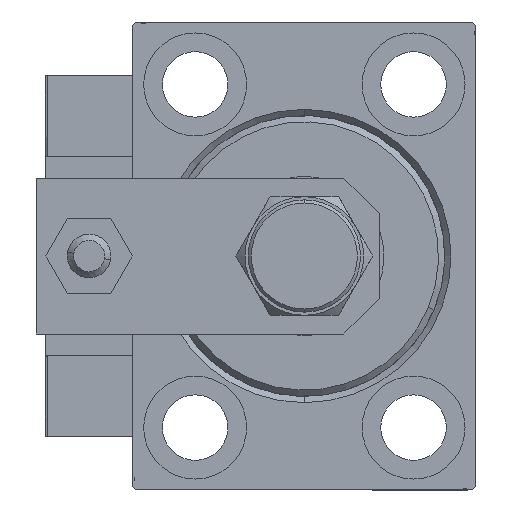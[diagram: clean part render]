
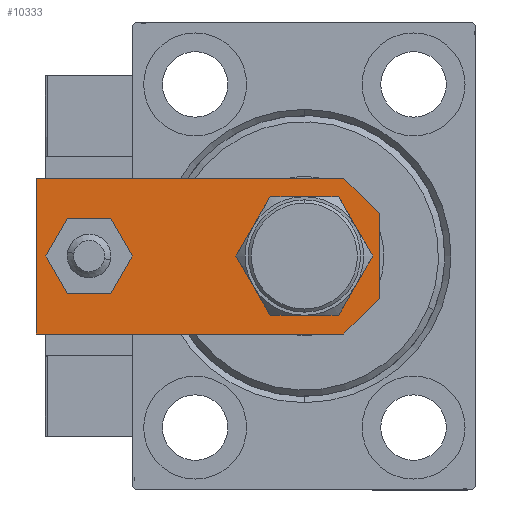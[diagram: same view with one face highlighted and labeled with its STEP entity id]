
A CAD part, left-side view. The second image highlights one B-rep face of the part: STEP entity #10333.
In plain terms, the highlighted face is planar.
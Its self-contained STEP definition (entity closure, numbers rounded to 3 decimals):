
#747 = DIRECTION ( 'NONE',  ( 1., 0., 0. ) ) ;
#958 = VERTEX_POINT ( 'NONE', #33029 ) ;
#2144 = ORIENTED_EDGE ( 'NONE', *, *, #10079, .T. ) ;
#2152 = ORIENTED_EDGE ( 'NONE', *, *, #6838, .T. ) ;
#3234 = AXIS2_PLACEMENT_3D ( 'NONE', #22872, #26524, #42709 ) ;
#3579 = DIRECTION ( 'NONE',  ( 0.707, -0.707, 0. ) ) ;
#4209 = VERTEX_POINT ( 'NONE', #33625 ) ;
#4546 = CARTESIAN_POINT ( 'NONE',  ( -6.84, 0., 6. ) ) ;
#4917 = VERTEX_POINT ( 'NONE', #31362 ) ;
#6838 = EDGE_CURVE ( 'NONE', #46216, #4209, #47952, .T. ) ;
#6850 = EDGE_CURVE ( 'NONE', #24882, #13501, #28699, .T. ) ;
#7354 = VERTEX_POINT ( 'NONE', #29824 ) ;
#8113 = EDGE_CURVE ( 'NONE', #4209, #47386, #23342, .T. ) ;
#9932 = CARTESIAN_POINT ( 'NONE',  ( 4., 46.5, 6. ) ) ;
#10079 = EDGE_CURVE ( 'NONE', #958, #17392, #11620, .T. ) ;
#10333 = ADVANCED_FACE ( 'NONE', ( #46547, #38955, #43377 ), #38710, .T. ) ;
#11054 = DIRECTION ( 'NONE',  ( 0., 0., 1. ) ) ;
#11119 = CARTESIAN_POINT ( 'NONE',  ( 3.42, -3.42, 6. ) ) ;
#11620 = LINE ( 'NONE', #27506, #50952 ) ;
#13294 = VERTEX_POINT ( 'NONE', #49908 ) ;
#13501 = VERTEX_POINT ( 'NONE', #9932 ) ;
#14228 = CARTESIAN_POINT ( 'NONE',  ( -4., 46.5, 6. ) ) ;
#15364 = AXIS2_PLACEMENT_3D ( 'NONE', #44286, #48478, #20276 ) ;
#16377 = CARTESIAN_POINT ( 'NONE',  ( -12.5, 55., 6. ) ) ;
#17392 = VERTEX_POINT ( 'NONE', #34074 ) ;
#17645 = EDGE_LOOP ( 'NONE', ( #45518, #22522 ) ) ;
#18624 = CARTESIAN_POINT ( 'NONE',  ( 0., 0., 6. ) ) ;
#19134 = AXIS2_PLACEMENT_3D ( 'NONE', #33188, #36596, #49391 ) ;
#19495 = ORIENTED_EDGE ( 'NONE', *, *, #8113, .T. ) ;
#20276 = DIRECTION ( 'NONE',  ( 1., 0., 0. ) ) ;
#21638 = CIRCLE ( 'NONE', #19134, 4. ) ;
#22522 = ORIENTED_EDGE ( 'NONE', *, *, #46245, .F. ) ;
#22872 = CARTESIAN_POINT ( 'NONE',  ( 0., 12., 6. ) ) ;
#23105 = LINE ( 'NONE', #47131, #35565 ) ;
#23342 = LINE ( 'NONE', #11119, #24186 ) ;
#23376 = ORIENTED_EDGE ( 'NONE', *, *, #35130, .T. ) ;
#24186 = VECTOR ( 'NONE', #31688, 1000. ) ;
#24882 = VERTEX_POINT ( 'NONE', #14228 ) ;
#25909 = EDGE_LOOP ( 'NONE', ( #36292, #41258 ) ) ;
#26360 = EDGE_CURVE ( 'NONE', #13294, #46216, #23105, .T. ) ;
#26524 = DIRECTION ( 'NONE',  ( 0., 0., 1. ) ) ;
#26641 = VECTOR ( 'NONE', #35932, 1000. ) ;
#27308 = CIRCLE ( 'NONE', #49857, 8.25 ) ;
#27506 = CARTESIAN_POINT ( 'NONE',  ( 12.5, 55., 6. ) ) ;
#27661 = CARTESIAN_POINT ( 'NONE',  ( 12.5, 0., 6. ) ) ;
#28699 = CIRCLE ( 'NONE', #15364, 4. ) ;
#29267 = AXIS2_PLACEMENT_3D ( 'NONE', #18624, #11054, #34776 ) ;
#29568 = VECTOR ( 'NONE', #747, 1000. ) ;
#29824 = CARTESIAN_POINT ( 'NONE',  ( -8.25, 12., 6. ) ) ;
#31362 = CARTESIAN_POINT ( 'NONE',  ( 8.25, 12., 6. ) ) ;
#31688 = DIRECTION ( 'NONE',  ( 0.707, 0.707, 0. ) ) ;
#32114 = DIRECTION ( 'NONE',  ( 0., 1., 0. ) ) ;
#33029 = CARTESIAN_POINT ( 'NONE',  ( 12.5, 55., 6. ) ) ;
#33188 = CARTESIAN_POINT ( 'NONE',  ( 0., 46.5, 6. ) ) ;
#33625 = CARTESIAN_POINT ( 'NONE',  ( 6.84, 0., 6. ) ) ;
#34074 = CARTESIAN_POINT ( 'NONE',  ( -12.5, 55., 6. ) ) ;
#34776 = DIRECTION ( 'NONE',  ( 1., 0., 0. ) ) ;
#35130 = EDGE_CURVE ( 'NONE', #47386, #958, #43605, .T. ) ;
#35157 = DIRECTION ( 'NONE',  ( 1., 0., 0. ) ) ;
#35412 = DIRECTION ( 'NONE',  ( 0., 0., 1. ) ) ;
#35565 = VECTOR ( 'NONE', #3579, 1000. ) ;
#35932 = DIRECTION ( 'NONE',  ( 0., -1., 0. ) ) ;
#36292 = ORIENTED_EDGE ( 'NONE', *, *, #42060, .F. ) ;
#36498 = ORIENTED_EDGE ( 'NONE', *, *, #48269, .T. ) ;
#36596 = DIRECTION ( 'NONE',  ( 0., 0., 1. ) ) ;
#38048 = VECTOR ( 'NONE', #32114, 1000. ) ;
#38710 = PLANE ( 'NONE',  #29267 ) ;
#38955 = FACE_OUTER_BOUND ( 'NONE', #45349, .T. ) ;
#39033 = CIRCLE ( 'NONE', #3234, 8.25 ) ;
#39858 = LINE ( 'NONE', #16377, #26641 ) ;
#40107 = CARTESIAN_POINT ( 'NONE',  ( -12.5, 0., 6. ) ) ;
#41144 = ORIENTED_EDGE ( 'NONE', *, *, #26360, .T. ) ;
#41258 = ORIENTED_EDGE ( 'NONE', *, *, #43125, .F. ) ;
#42060 = EDGE_CURVE ( 'NONE', #7354, #4917, #27308, .T. ) ;
#42709 = DIRECTION ( 'NONE',  ( 1., 0., 0. ) ) ;
#43125 = EDGE_CURVE ( 'NONE', #4917, #7354, #39033, .T. ) ;
#43377 = FACE_BOUND ( 'NONE', #25909, .T. ) ;
#43444 = DIRECTION ( 'NONE',  ( -1., 0., 0. ) ) ;
#43605 = LINE ( 'NONE', #27661, #38048 ) ;
#44286 = CARTESIAN_POINT ( 'NONE',  ( 0., 46.5, 6. ) ) ;
#45349 = EDGE_LOOP ( 'NONE', ( #36498, #41144, #2152, #19495, #23376, #2144 ) ) ;
#45518 = ORIENTED_EDGE ( 'NONE', *, *, #6850, .F. ) ;
#46216 = VERTEX_POINT ( 'NONE', #4546 ) ;
#46245 = EDGE_CURVE ( 'NONE', #13501, #24882, #21638, .T. ) ;
#46547 = FACE_BOUND ( 'NONE', #17645, .T. ) ;
#46940 = CARTESIAN_POINT ( 'NONE',  ( 12.5, 5.66, 6. ) ) ;
#47131 = CARTESIAN_POINT ( 'NONE',  ( -3.42, -3.42, 6. ) ) ;
#47386 = VERTEX_POINT ( 'NONE', #46940 ) ;
#47827 = CARTESIAN_POINT ( 'NONE',  ( 0., 12., 6. ) ) ;
#47952 = LINE ( 'NONE', #40107, #29568 ) ;
#48269 = EDGE_CURVE ( 'NONE', #17392, #13294, #39858, .T. ) ;
#48478 = DIRECTION ( 'NONE',  ( 0., 0., 1. ) ) ;
#49391 = DIRECTION ( 'NONE',  ( 1., 0., 0. ) ) ;
#49857 = AXIS2_PLACEMENT_3D ( 'NONE', #47827, #35412, #35157 ) ;
#49908 = CARTESIAN_POINT ( 'NONE',  ( -12.5, 5.66, 6. ) ) ;
#50952 = VECTOR ( 'NONE', #43444, 1000. ) ;
